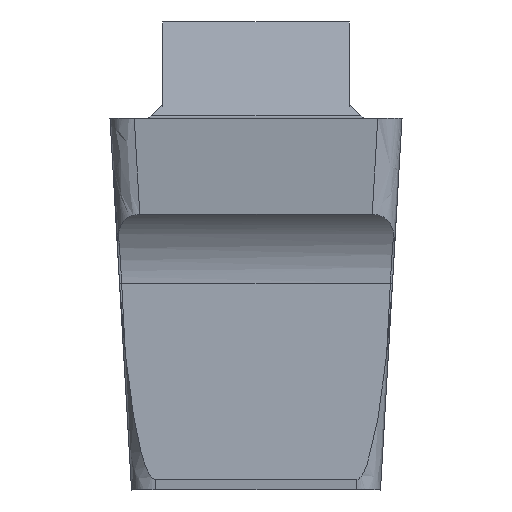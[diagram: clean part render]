
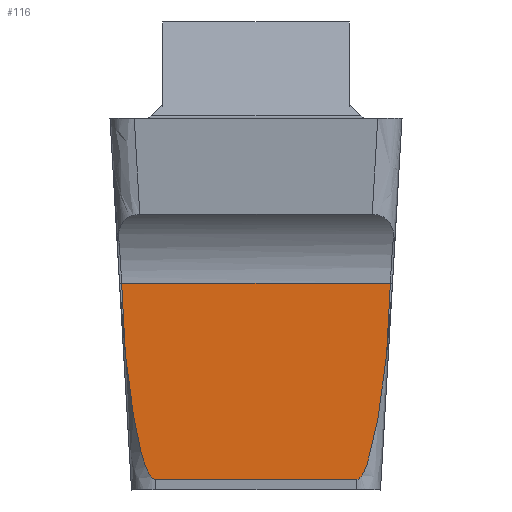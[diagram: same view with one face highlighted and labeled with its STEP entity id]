
A CAD part, front view. The second image highlights one B-rep face of the part: STEP entity #116.
In plain terms, the highlighted planar face has unit normal (0, -1, 0).
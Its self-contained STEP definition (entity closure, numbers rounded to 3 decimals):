
#47=B_SPLINE_CURVE_WITH_KNOTS('',3,(#1058,#1059,#1060,#1061,#1062,#1063,
#1064,#1065,#1066,#1067,#1068,#1069,#1070,#1071,#1072,#1073,#1074,#1075,
#1076,#1077,#1078,#1079,#1080,#1081,#1082,#1083,#1084,#1085,#1086,#1087,
#1088),.UNSPECIFIED.,.F.,.F.,(4,3,3,3,3,3,3,3,3,3,4),(0.,0.425,
0.703,0.799,0.864,0.909,
0.939,0.971,0.984,0.994,
1.),.UNSPECIFIED.);
#54=B_SPLINE_CURVE_WITH_KNOTS('',3,(#1151,#1152,#1153,#1154,#1155,#1156,
#1157,#1158,#1159,#1160,#1161,#1162,#1163,#1164,#1165,#1166,#1167,#1168,
#1169),.UNSPECIFIED.,.F.,.F.,(4,3,3,3,3,3,4),(0.,0.009,0.022,
0.052,0.162,0.598,1.),.UNSPECIFIED.);
#63=B_SPLINE_CURVE_WITH_KNOTS('',3,(#1376,#1377,#1378,#1379),
 .UNSPECIFIED.,.F.,.F.,(4,4),(0.,1.),.UNSPECIFIED.);
#64=B_SPLINE_CURVE_WITH_KNOTS('',3,(#1392,#1393,#1394,#1395),
 .UNSPECIFIED.,.F.,.F.,(4,4),(0.,1.),.UNSPECIFIED.);
#116=ADVANCED_FACE('SIDE_IB_1_SU3',(#176),#145,.F.);
#145=PLANE('',#777);
#176=FACE_OUTER_BOUND('',#214,.T.);
#214=EDGE_LOOP('',(#371,#372,#373,#374,#375,#376));
#371=ORIENTED_EDGE('',*,*,#561,.F.);
#372=ORIENTED_EDGE('',*,*,#583,.T.);
#373=ORIENTED_EDGE('',*,*,#578,.F.);
#374=ORIENTED_EDGE('',*,*,#582,.T.);
#375=ORIENTED_EDGE('',*,*,#568,.F.);
#376=ORIENTED_EDGE('',*,*,#575,.T.);
#479=VERTEX_POINT('',#1089);
#480=VERTEX_POINT('',#1090);
#484=VERTEX_POINT('',#1170);
#485=VERTEX_POINT('',#1171);
#489=VERTEX_POINT('',#1242);
#490=VERTEX_POINT('',#1244);
#561=EDGE_CURVE('',#479,#480,#47,.T.);
#568=EDGE_CURVE('',#484,#485,#54,.T.);
#575=EDGE_CURVE('',#484,#480,#653,.T.);
#578=EDGE_CURVE('',#489,#490,#655,.T.);
#582=EDGE_CURVE('',#489,#485,#63,.T.);
#583=EDGE_CURVE('',#479,#490,#64,.T.);
#653=LINE('',#1232,#705);
#655=LINE('',#1243,#707);
#705=VECTOR('',#872,1.);
#707=VECTOR('',#882,1.);
#777=AXIS2_PLACEMENT_3D('',#1408,#885,#886);
#872=DIRECTION('',(1.,0.,0.));
#882=DIRECTION('',(1.,0.,0.));
#885=DIRECTION('',(0.,1.,0.));
#886=DIRECTION('',(0.,0.,1.));
#1058=CARTESIAN_POINT('',(1.613,-9.719,-2.934));
#1059=CARTESIAN_POINT('',(1.589,-9.719,-3.158));
#1060=CARTESIAN_POINT('',(1.561,-9.719,-3.383));
#1061=CARTESIAN_POINT('',(1.524,-9.719,-3.606));
#1062=CARTESIAN_POINT('',(1.501,-9.719,-3.752));
#1063=CARTESIAN_POINT('',(1.474,-9.719,-3.898));
#1064=CARTESIAN_POINT('',(1.439,-9.719,-4.042));
#1065=CARTESIAN_POINT('',(1.427,-9.719,-4.092));
#1066=CARTESIAN_POINT('',(1.414,-9.719,-4.141));
#1067=CARTESIAN_POINT('',(1.4,-9.719,-4.19));
#1068=CARTESIAN_POINT('',(1.39,-9.719,-4.224));
#1069=CARTESIAN_POINT('',(1.379,-9.719,-4.257));
#1070=CARTESIAN_POINT('',(1.367,-9.719,-4.29));
#1071=CARTESIAN_POINT('',(1.359,-9.719,-4.312));
#1072=CARTESIAN_POINT('',(1.35,-9.719,-4.334));
#1073=CARTESIAN_POINT('',(1.34,-9.719,-4.355));
#1074=CARTESIAN_POINT('',(1.333,-9.719,-4.37));
#1075=CARTESIAN_POINT('',(1.326,-9.719,-4.385));
#1076=CARTESIAN_POINT('',(1.317,-9.719,-4.399));
#1077=CARTESIAN_POINT('',(1.309,-9.719,-4.413));
#1078=CARTESIAN_POINT('',(1.299,-9.719,-4.427));
#1079=CARTESIAN_POINT('',(1.287,-9.719,-4.439));
#1080=CARTESIAN_POINT('',(1.283,-9.719,-4.444));
#1081=CARTESIAN_POINT('',(1.277,-9.719,-4.449));
#1082=CARTESIAN_POINT('',(1.272,-9.719,-4.452));
#1083=CARTESIAN_POINT('',(1.267,-9.719,-4.455));
#1084=CARTESIAN_POINT('',(1.262,-9.719,-4.458));
#1085=CARTESIAN_POINT('',(1.257,-9.719,-4.459));
#1086=CARTESIAN_POINT('',(1.253,-9.719,-4.46));
#1087=CARTESIAN_POINT('',(1.25,-9.719,-4.46));
#1088=CARTESIAN_POINT('',(1.247,-9.719,-4.46));
#1089=CARTESIAN_POINT('',(1.613,-9.719,-2.934));
#1090=CARTESIAN_POINT('',(1.247,-9.719,-4.46));
#1151=CARTESIAN_POINT('',(-1.247,-9.719,-4.46));
#1152=CARTESIAN_POINT('',(-1.252,-9.719,-4.46));
#1153=CARTESIAN_POINT('',(-1.257,-9.719,-4.459));
#1154=CARTESIAN_POINT('',(-1.262,-9.719,-4.457));
#1155=CARTESIAN_POINT('',(-1.268,-9.719,-4.455));
#1156=CARTESIAN_POINT('',(-1.274,-9.719,-4.451));
#1157=CARTESIAN_POINT('',(-1.279,-9.719,-4.447));
#1158=CARTESIAN_POINT('',(-1.292,-9.719,-4.437));
#1159=CARTESIAN_POINT('',(-1.302,-9.719,-4.424));
#1160=CARTESIAN_POINT('',(-1.31,-9.719,-4.41));
#1161=CARTESIAN_POINT('',(-1.342,-9.719,-4.361));
#1162=CARTESIAN_POINT('',(-1.363,-9.719,-4.305));
#1163=CARTESIAN_POINT('',(-1.381,-9.719,-4.249));
#1164=CARTESIAN_POINT('',(-1.455,-9.719,-4.029));
#1165=CARTESIAN_POINT('',(-1.494,-9.719,-3.799));
#1166=CARTESIAN_POINT('',(-1.53,-9.719,-3.57));
#1167=CARTESIAN_POINT('',(-1.564,-9.719,-3.358));
#1168=CARTESIAN_POINT('',(-1.591,-9.719,-3.146));
#1169=CARTESIAN_POINT('',(-1.613,-9.719,-2.934));
#1170=CARTESIAN_POINT('',(-1.247,-9.719,-4.46));
#1171=CARTESIAN_POINT('',(-1.613,-9.719,-2.934));
#1232=CARTESIAN_POINT('',(-1.38,-9.719,-4.46));
#1242=CARTESIAN_POINT('',(-1.661,-9.719,-2.036));
#1243=CARTESIAN_POINT('',(5.,-9.719,-2.036));
#1244=CARTESIAN_POINT('',(1.661,-9.719,-2.036));
#1376=CARTESIAN_POINT('',(-1.661,-9.719,-2.036));
#1377=CARTESIAN_POINT('',(-1.645,-9.719,-2.335));
#1378=CARTESIAN_POINT('',(-1.629,-9.719,-2.634));
#1379=CARTESIAN_POINT('',(-1.613,-9.719,-2.934));
#1392=CARTESIAN_POINT('',(1.613,-9.719,-2.934));
#1393=CARTESIAN_POINT('',(1.629,-9.719,-2.634));
#1394=CARTESIAN_POINT('',(1.645,-9.719,-2.335));
#1395=CARTESIAN_POINT('',(1.661,-9.719,-2.036));
#1408=CARTESIAN_POINT('',(-1.38,-9.719,-6.092));
